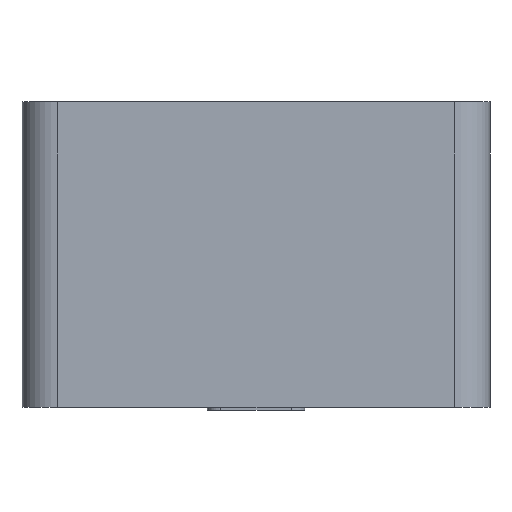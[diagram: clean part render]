
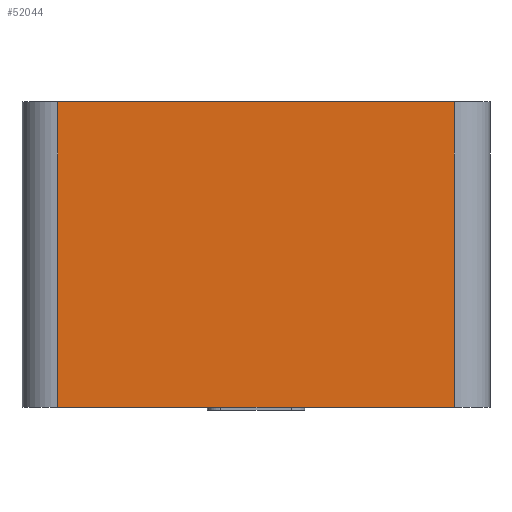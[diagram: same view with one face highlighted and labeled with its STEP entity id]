
A CAD part, front view. The second image highlights one B-rep face of the part: STEP entity #52044.
In plain terms, the highlighted planar face has unit normal (0, -1, 0).
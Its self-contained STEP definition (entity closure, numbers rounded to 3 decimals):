
#6054=FACE_OUTER_BOUND('',#9032,.T.);
#9032=EDGE_LOOP('',(#47932,#47933,#47934,#47935));
#13445=LINE('',#91080,#17860);
#13446=LINE('',#91083,#17861);
#13447=LINE('',#91085,#17862);
#13448=LINE('',#91086,#17863);
#17860=VECTOR('',#63744,10.);
#17861=VECTOR('',#63747,10.);
#17862=VECTOR('',#63748,10.);
#17863=VECTOR('',#63749,10.);
#25377=VERTEX_POINT('',#91076);
#25378=VERTEX_POINT('',#91078);
#25379=VERTEX_POINT('',#91082);
#25380=VERTEX_POINT('',#91084);
#32904=EDGE_CURVE('',#25377,#25378,#13445,.T.);
#32905=EDGE_CURVE('',#25377,#25379,#13446,.F.);
#32906=EDGE_CURVE('',#25380,#25378,#13447,.T.);
#32907=EDGE_CURVE('',#25379,#25380,#13448,.T.);
#47932=ORIENTED_EDGE('',*,*,#32905,.F.);
#47933=ORIENTED_EDGE('',*,*,#32904,.T.);
#47934=ORIENTED_EDGE('',*,*,#32906,.F.);
#47935=ORIENTED_EDGE('',*,*,#32907,.F.);
#49230=PLANE('',#54889);
#52044=ADVANCED_FACE('',(#6054),#49230,.T.);
#54889=AXIS2_PLACEMENT_3D('',#91081,#63745,#63746);
#63744=DIRECTION('',(0.,0.,-1.));
#63745=DIRECTION('center_axis',(0.,-1.,0.));
#63746=DIRECTION('ref_axis',(-1.,0.,0.));
#63747=DIRECTION('',(-1.,0.,0.));
#63748=DIRECTION('',(-1.,0.,0.));
#63749=DIRECTION('',(0.,0.,-1.));
#91076=CARTESIAN_POINT('',(-17.734,-2.094,0.));
#91078=CARTESIAN_POINT('',(-17.734,-2.094,-28.05));
#91080=CARTESIAN_POINT('',(-17.734,-2.094,0.));
#91081=CARTESIAN_POINT('Origin',(18.738,-2.094,0.));
#91082=CARTESIAN_POINT('',(18.738,-2.094,0.));
#91083=CARTESIAN_POINT('',(9.62,-2.094,0.));
#91084=CARTESIAN_POINT('',(18.738,-2.094,-28.05));
#91085=CARTESIAN_POINT('',(9.62,-2.094,-28.05));
#91086=CARTESIAN_POINT('',(18.738,-2.094,0.));
